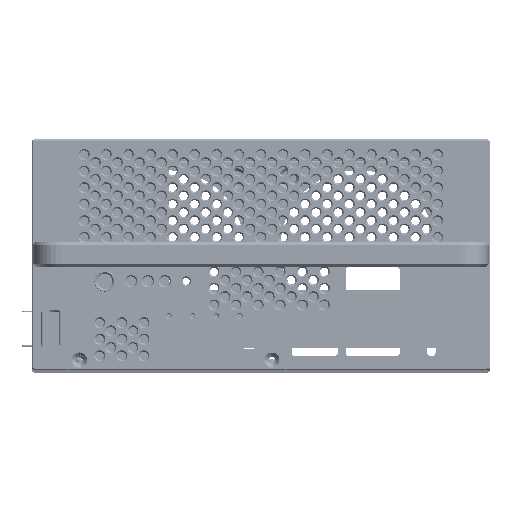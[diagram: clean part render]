
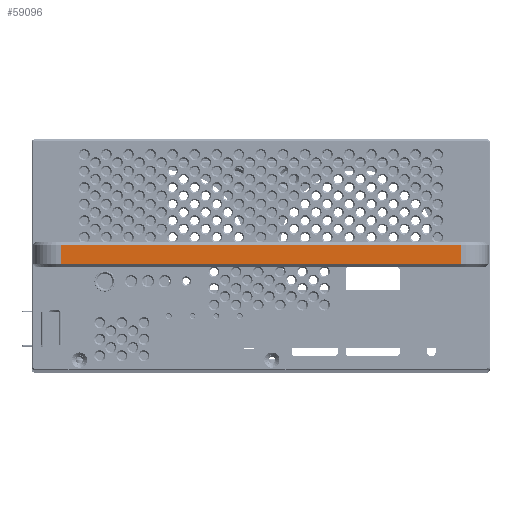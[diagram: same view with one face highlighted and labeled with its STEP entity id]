
A CAD part, top view. The second image highlights one B-rep face of the part: STEP entity #59096.
In plain terms, the highlighted planar face has unit normal (0, 0, 1).
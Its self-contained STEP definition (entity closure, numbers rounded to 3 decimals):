
#58489=DIRECTION('',(1.,0.,0.));
#58490=VECTOR('',#58489,145.);
#58491=CARTESIAN_POINT('',(-72.5,3.5,
30.));
#58492=LINE('',#58491,#58490);
#58493=DIRECTION('',(0.,-1.,0.));
#58494=VECTOR('',#58493,7.);
#58495=CARTESIAN_POINT('',(72.5,3.5,30.));
#58496=LINE('',#58495,#58494);
#58497=DIRECTION('',(-1.,0.,0.));
#58498=VECTOR('',#58497,145.);
#58499=CARTESIAN_POINT('',(72.5,-3.5,
30.));
#58500=LINE('',#58499,#58498);
#58501=DIRECTION('',(0.,-1.,0.));
#58502=VECTOR('',#58501,7.);
#58503=CARTESIAN_POINT('',(-72.5,3.5,
30.));
#58504=LINE('',#58503,#58502);
#58637=CARTESIAN_POINT('',(72.5,3.5,30.));
#58638=VERTEX_POINT('',#58637);
#58641=CARTESIAN_POINT('',(-72.5,3.5,
30.));
#58642=VERTEX_POINT('',#58641);
#58709=CARTESIAN_POINT('',(-72.5,-3.5,30.));
#58710=VERTEX_POINT('',#58709);
#58713=CARTESIAN_POINT('',(72.5,-3.5,
30.));
#58714=VERTEX_POINT('',#58713);
#59083=CARTESIAN_POINT('',(-82.5,-4.5,30.));
#59084=DIRECTION('',(0.,0.,1.));
#59085=DIRECTION('',(1.,0.,0.));
#59086=AXIS2_PLACEMENT_3D('',#59083,#59084,#59085);
#59087=PLANE('',#59086);
#59089=ORIENTED_EDGE('',*,*,#59088,.T.);
#59090=ORIENTED_EDGE('',*,*,#59078,.T.);
#59091=ORIENTED_EDGE('',*,*,#58967,.T.);
#59093=ORIENTED_EDGE('',*,*,#59092,.F.);
#59094=EDGE_LOOP('',(#59089,#59090,#59091,#59093));
#59095=FACE_OUTER_BOUND('',#59094,.F.);
#59096=ADVANCED_FACE('',(#59095),#59087,.T.);
#58967=EDGE_CURVE('',#58714,#58710,#58500,.T.);
#59078=EDGE_CURVE('',#58638,#58714,#58496,.T.);
#59088=EDGE_CURVE('',#58642,#58638,#58492,.T.);
#59092=EDGE_CURVE('',#58642,#58710,#58504,.T.);
